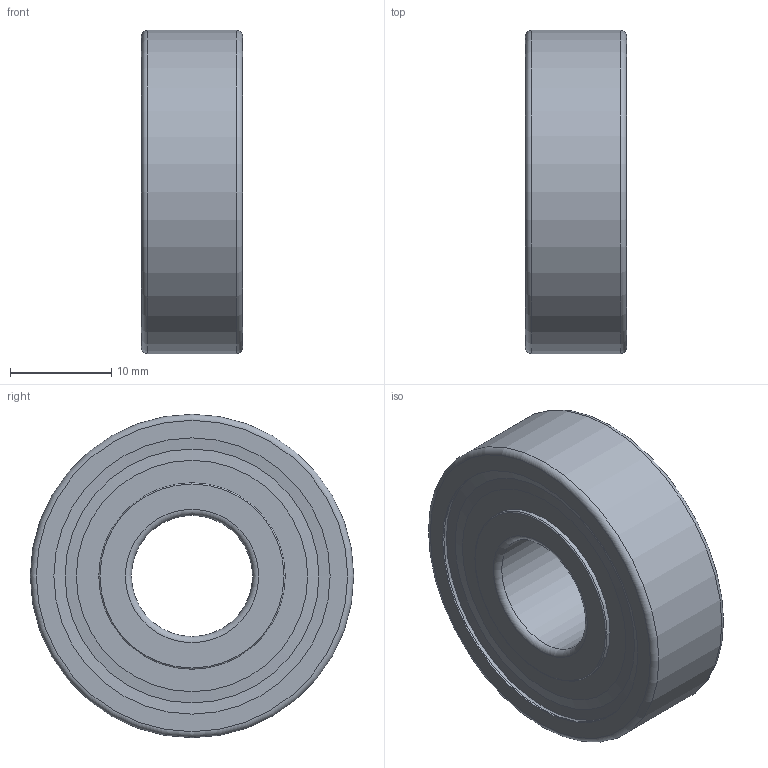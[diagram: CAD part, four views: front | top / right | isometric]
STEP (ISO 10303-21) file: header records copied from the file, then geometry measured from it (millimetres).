
FILE_DESCRIPTION( ( 'STEP AP214' ), '1' );
FILE_NAME( '6201-2Z.stp', '2021-02-26T21:51:13', ( 'License CC BY-ND 4.0' ), ( 'CADENAS' ), ' ', 'PARTsolutions', ' ' );
FILE_SCHEMA( ( 'AUTOMOTIVE_DESIGN { 1 0 10303 214 1 1 1 1 }' ) );
Length unit declared in the file: millimetre
Products named in the file (5): 6201-2Z; _6201-2Z_PART1; _6201-2Z_PART2; _6201-2Z_PART3; _6201-2Z_PART4
Assembly tree (16 placements, depth 2):
  6201-2Z
    _6201-2Z_PART1
    _6201-2Z_PART2
    _6201-2Z_PART3  x7
    _6201-2Z_PART4  x7
Bounding box: 10 x 32 x 32 mm (x, y, z)
Volume: 4627.9 mm3; surface area: 5819.3 mm2
Topology: 9 solids, 9 shells, 47 faces, 95 edges, 63 vertices
Faces by surface type: cylinder 12, cone 10, torus 10, plane 8, sphere 7
Full cylindrical faces by diameter (mm): 12 x1, 18.45 x4, 25.7 x2, 27.34 x4, 32 x1
Entity records: 1356 total; most frequent: DIRECTION 196, CARTESIAN_POINT 144, AXIS2_PLACEMENT_3D 98, EDGE_LOOP 80, ORIENTED_EDGE 80, FACE_OUTER_BOUND 62, VERTEX_POINT 45, STYLED_ITEM 41
